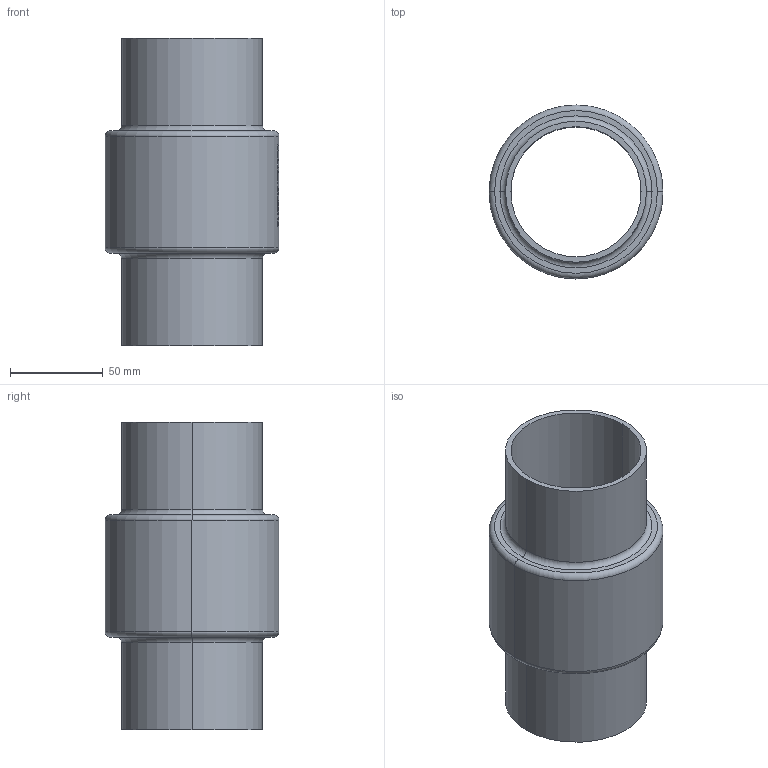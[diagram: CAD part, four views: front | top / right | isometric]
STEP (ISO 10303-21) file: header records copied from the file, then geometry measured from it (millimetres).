
FILE_DESCRIPTION (( 'STEP AP214' ), '1' );
FILE_NAME ('7110000_DN065_ PN10_51420112.STEP', '2022-03-04T07:50:08', ( 'axxx' ), ( 'Hewlett-Packard Company' ), 'SwSTEP 2.0', 'SolidWorks 2019', '' );
FILE_SCHEMA (( 'AUTOMOTIVE_DESIGN' ));
Length unit declared in the file: millimetre
Products named in the file (1): 7110000_DN065_ PN10_51420112
Bounding box: 93.9 x 93.9 x 166 mm (x, y, z)
Volume: 266769.2 mm3; surface area: 87874.2 mm2
Topology: 1 solids, 1 shells, 494 faces, 1327 edges, 882 vertices
Faces by surface type: plane 247, bspline 202, cylinder 37, torus 8
Entity records: 26993 total; most frequent: CARTESIAN_POINT 16069, ORIENTED_EDGE 2654, DIRECTION 1540, EDGE_CURVE 1327, VERTEX_POINT 882, VECTOR 730, LINE 730, EDGE_LOOP 543
